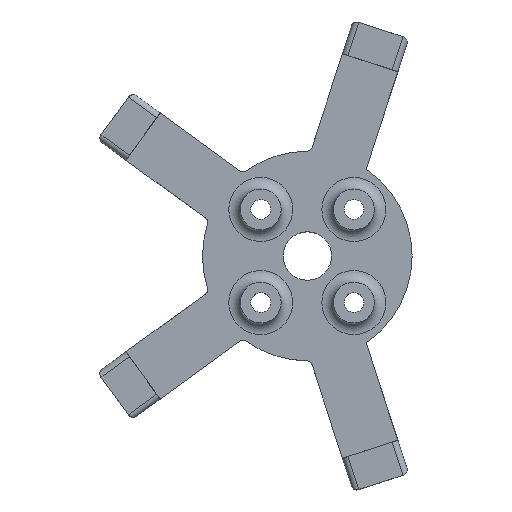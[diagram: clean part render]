
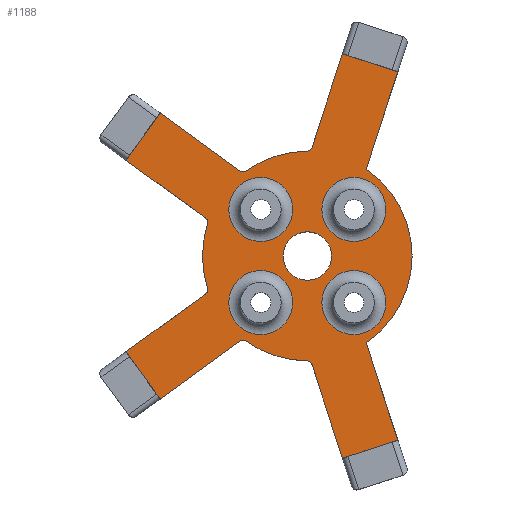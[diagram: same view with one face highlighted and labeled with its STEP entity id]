
A CAD part, top view. The second image highlights one B-rep face of the part: STEP entity #1188.
In plain terms, the highlighted planar face has unit normal (0, 0, 1).
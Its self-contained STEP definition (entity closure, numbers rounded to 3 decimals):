
#62=FACE_BOUND('',#379,.T.);
#63=FACE_BOUND('',#380,.T.);
#64=FACE_BOUND('',#381,.T.);
#65=FACE_BOUND('',#382,.T.);
#66=FACE_BOUND('',#383,.T.);
#84=LINE('',#1822,#183);
#85=LINE('',#1824,#184);
#86=LINE('',#1832,#185);
#87=LINE('',#1834,#186);
#88=LINE('',#1836,#187);
#89=LINE('',#1844,#188);
#90=LINE('',#1846,#189);
#91=LINE('',#1848,#190);
#92=LINE('',#1856,#191);
#93=LINE('',#1858,#192);
#94=LINE('',#1860,#193);
#95=LINE('',#1863,#194);
#183=VECTOR('',#1429,10.);
#184=VECTOR('',#1430,10.);
#185=VECTOR('',#1437,10.);
#186=VECTOR('',#1438,10.);
#187=VECTOR('',#1439,10.);
#188=VECTOR('',#1446,10.);
#189=VECTOR('',#1447,10.);
#190=VECTOR('',#1448,10.);
#191=VECTOR('',#1455,10.);
#192=VECTOR('',#1456,10.);
#193=VECTOR('',#1457,10.);
#194=VECTOR('',#1460,10.);
#282=PLANE('',#1274);
#309=FACE_OUTER_BOUND('',#378,.T.);
#378=EDGE_LOOP('',(#833,#834,#835,#836,#837,#838,#839,#840,#841,#842,#843,
#844,#845,#846,#847,#848,#849,#850,#851,#852,#853,#854));
#379=EDGE_LOOP('',(#855));
#380=EDGE_LOOP('',(#856));
#381=EDGE_LOOP('',(#857));
#382=EDGE_LOOP('',(#858));
#383=EDGE_LOOP('',(#859));
#470=CIRCLE('',#1273,5.5);
#471=CIRCLE('',#1275,1.);
#472=CIRCLE('',#1276,18.);
#473=CIRCLE('',#1277,1.);
#474=CIRCLE('',#1278,1.);
#475=CIRCLE('',#1279,18.);
#476=CIRCLE('',#1280,1.);
#477=CIRCLE('',#1281,1.);
#478=CIRCLE('',#1282,18.);
#479=CIRCLE('',#1283,1.);
#480=CIRCLE('',#1284,18.);
#481=CIRCLE('',#1285,5.5);
#482=CIRCLE('',#1286,5.5);
#483=CIRCLE('',#1287,4.16);
#484=CIRCLE('',#1288,5.5);
#539=VERTEX_POINT('',#1816);
#540=VERTEX_POINT('',#1820);
#541=VERTEX_POINT('',#1821);
#542=VERTEX_POINT('',#1823);
#543=VERTEX_POINT('',#1825);
#544=VERTEX_POINT('',#1827);
#545=VERTEX_POINT('',#1829);
#546=VERTEX_POINT('',#1831);
#547=VERTEX_POINT('',#1833);
#548=VERTEX_POINT('',#1835);
#549=VERTEX_POINT('',#1837);
#550=VERTEX_POINT('',#1839);
#551=VERTEX_POINT('',#1841);
#552=VERTEX_POINT('',#1843);
#553=VERTEX_POINT('',#1845);
#554=VERTEX_POINT('',#1847);
#555=VERTEX_POINT('',#1849);
#556=VERTEX_POINT('',#1851);
#557=VERTEX_POINT('',#1853);
#558=VERTEX_POINT('',#1855);
#559=VERTEX_POINT('',#1857);
#560=VERTEX_POINT('',#1859);
#561=VERTEX_POINT('',#1861);
#562=VERTEX_POINT('',#1864);
#563=VERTEX_POINT('',#1866);
#564=VERTEX_POINT('',#1868);
#565=VERTEX_POINT('',#1870);
#654=EDGE_CURVE('',#539,#539,#470,.T.);
#655=EDGE_CURVE('',#540,#541,#84,.T.);
#656=EDGE_CURVE('',#541,#542,#85,.T.);
#657=EDGE_CURVE('',#543,#542,#471,.T.);
#658=EDGE_CURVE('',#543,#544,#472,.T.);
#659=EDGE_CURVE('',#545,#544,#473,.T.);
#660=EDGE_CURVE('',#545,#546,#86,.T.);
#661=EDGE_CURVE('',#546,#547,#87,.T.);
#662=EDGE_CURVE('',#547,#548,#88,.T.);
#663=EDGE_CURVE('',#549,#548,#474,.T.);
#664=EDGE_CURVE('',#549,#550,#475,.T.);
#665=EDGE_CURVE('',#551,#550,#476,.T.);
#666=EDGE_CURVE('',#551,#552,#89,.T.);
#667=EDGE_CURVE('',#552,#553,#90,.T.);
#668=EDGE_CURVE('',#553,#554,#91,.T.);
#669=EDGE_CURVE('',#555,#554,#477,.T.);
#670=EDGE_CURVE('',#555,#556,#478,.T.);
#671=EDGE_CURVE('',#557,#556,#479,.T.);
#672=EDGE_CURVE('',#557,#558,#92,.T.);
#673=EDGE_CURVE('',#558,#559,#93,.T.);
#674=EDGE_CURVE('',#559,#560,#94,.T.);
#675=EDGE_CURVE('',#560,#561,#480,.T.);
#676=EDGE_CURVE('',#561,#540,#95,.T.);
#677=EDGE_CURVE('',#562,#562,#481,.T.);
#678=EDGE_CURVE('',#563,#563,#482,.T.);
#679=EDGE_CURVE('',#564,#564,#483,.T.);
#680=EDGE_CURVE('',#565,#565,#484,.T.);
#833=ORIENTED_EDGE('',*,*,#655,.T.);
#834=ORIENTED_EDGE('',*,*,#656,.T.);
#835=ORIENTED_EDGE('',*,*,#657,.F.);
#836=ORIENTED_EDGE('',*,*,#658,.T.);
#837=ORIENTED_EDGE('',*,*,#659,.F.);
#838=ORIENTED_EDGE('',*,*,#660,.T.);
#839=ORIENTED_EDGE('',*,*,#661,.T.);
#840=ORIENTED_EDGE('',*,*,#662,.T.);
#841=ORIENTED_EDGE('',*,*,#663,.F.);
#842=ORIENTED_EDGE('',*,*,#664,.T.);
#843=ORIENTED_EDGE('',*,*,#665,.F.);
#844=ORIENTED_EDGE('',*,*,#666,.T.);
#845=ORIENTED_EDGE('',*,*,#667,.T.);
#846=ORIENTED_EDGE('',*,*,#668,.T.);
#847=ORIENTED_EDGE('',*,*,#669,.F.);
#848=ORIENTED_EDGE('',*,*,#670,.T.);
#849=ORIENTED_EDGE('',*,*,#671,.F.);
#850=ORIENTED_EDGE('',*,*,#672,.T.);
#851=ORIENTED_EDGE('',*,*,#673,.T.);
#852=ORIENTED_EDGE('',*,*,#674,.T.);
#853=ORIENTED_EDGE('',*,*,#675,.T.);
#854=ORIENTED_EDGE('',*,*,#676,.T.);
#855=ORIENTED_EDGE('',*,*,#677,.F.);
#856=ORIENTED_EDGE('',*,*,#678,.F.);
#857=ORIENTED_EDGE('',*,*,#679,.T.);
#858=ORIENTED_EDGE('',*,*,#680,.F.);
#859=ORIENTED_EDGE('',*,*,#654,.F.);
#1188=ADVANCED_FACE('',(#309,#62,#63,#64,#65,#66),#282,.F.);
#1273=AXIS2_PLACEMENT_3D('',#1818,#1425,#1426);
#1274=AXIS2_PLACEMENT_3D('',#1819,#1427,#1428);
#1275=AXIS2_PLACEMENT_3D('',#1826,#1431,#1432);
#1276=AXIS2_PLACEMENT_3D('',#1828,#1433,#1434);
#1277=AXIS2_PLACEMENT_3D('',#1830,#1435,#1436);
#1278=AXIS2_PLACEMENT_3D('',#1838,#1440,#1441);
#1279=AXIS2_PLACEMENT_3D('',#1840,#1442,#1443);
#1280=AXIS2_PLACEMENT_3D('',#1842,#1444,#1445);
#1281=AXIS2_PLACEMENT_3D('',#1850,#1449,#1450);
#1282=AXIS2_PLACEMENT_3D('',#1852,#1451,#1452);
#1283=AXIS2_PLACEMENT_3D('',#1854,#1453,#1454);
#1284=AXIS2_PLACEMENT_3D('',#1862,#1458,#1459);
#1285=AXIS2_PLACEMENT_3D('',#1865,#1461,#1462);
#1286=AXIS2_PLACEMENT_3D('',#1867,#1463,#1464);
#1287=AXIS2_PLACEMENT_3D('',#1869,#1465,#1466);
#1288=AXIS2_PLACEMENT_3D('',#1871,#1467,#1468);
#1425=DIRECTION('center_axis',(0.,0.,1.));
#1426=DIRECTION('ref_axis',(-1.,0.,0.));
#1427=DIRECTION('center_axis',(0.,0.,-1.));
#1428=DIRECTION('ref_axis',(1.,0.,0.));
#1429=DIRECTION('',(-0.951,0.309,0.));
#1430=DIRECTION('',(-0.309,-0.951,0.));
#1431=DIRECTION('center_axis',(0.,0.,1.));
#1432=DIRECTION('ref_axis',(0.591,-0.807,0.));
#1433=DIRECTION('center_axis',(0.,0.,1.));
#1434=DIRECTION('ref_axis',(1.,0.,0.));
#1435=DIRECTION('center_axis',(0.,0.,1.));
#1436=DIRECTION('ref_axis',(-0.004,-1.,0.));
#1437=DIRECTION('',(-0.809,0.588,0.));
#1438=DIRECTION('',(-0.588,-0.809,0.));
#1439=DIRECTION('',(0.809,-0.588,0.));
#1440=DIRECTION('center_axis',(0.,0.,1.));
#1441=DIRECTION('ref_axis',(0.95,0.312,0.));
#1442=DIRECTION('center_axis',(0.,0.,1.));
#1443=DIRECTION('ref_axis',(1.,0.,0.));
#1444=DIRECTION('center_axis',(0.,0.,1.));
#1445=DIRECTION('ref_axis',(0.95,-0.312,0.));
#1446=DIRECTION('',(-0.809,-0.588,0.));
#1447=DIRECTION('',(0.588,-0.809,0.));
#1448=DIRECTION('',(0.809,0.588,0.));
#1449=DIRECTION('center_axis',(0.,0.,1.));
#1450=DIRECTION('ref_axis',(-0.004,1.,0.));
#1451=DIRECTION('center_axis',(0.,0.,1.));
#1452=DIRECTION('ref_axis',(1.,0.,0.));
#1453=DIRECTION('center_axis',(0.,0.,1.));
#1454=DIRECTION('ref_axis',(0.591,0.807,0.));
#1455=DIRECTION('',(0.309,-0.951,0.));
#1456=DIRECTION('',(0.951,0.309,0.));
#1457=DIRECTION('',(-0.309,0.951,0.));
#1458=DIRECTION('center_axis',(0.,0.,1.));
#1459=DIRECTION('ref_axis',(1.,0.,0.));
#1460=DIRECTION('',(0.309,0.951,0.));
#1461=DIRECTION('center_axis',(0.,0.,1.));
#1462=DIRECTION('ref_axis',(-1.,0.,0.));
#1463=DIRECTION('center_axis',(0.,0.,1.));
#1464=DIRECTION('ref_axis',(-1.,0.,0.));
#1465=DIRECTION('center_axis',(0.,0.,-1.));
#1466=DIRECTION('ref_axis',(1.,0.,0.));
#1467=DIRECTION('center_axis',(0.,0.,1.));
#1468=DIRECTION('ref_axis',(-1.,0.,0.));
#1816=CARTESIAN_POINT('',(13.5,-8.,-50.));
#1818=CARTESIAN_POINT('Origin',(8.,-8.,-50.));
#1819=CARTESIAN_POINT('Origin',(-9.014,0.,
-50.));
#1820=CARTESIAN_POINT('',(15.54,31.647,-50.));
#1821=CARTESIAN_POINT('',(6.029,34.737,-50.));
#1822=CARTESIAN_POINT('',(4.33,35.289,-50.));
#1823=CARTESIAN_POINT('',(0.816,18.691,-50.));
#1824=CARTESIAN_POINT('',(7.884,40.443,-50.));
#1825=CARTESIAN_POINT('',(-0.128,18.,-50.));
#1826=CARTESIAN_POINT('Origin',(-0.135,19.,-50.));
#1827=CARTESIAN_POINT('',(-10.476,14.637,-50.));
#1828=CARTESIAN_POINT('Origin',(0.,0.,
-50.));
#1829=CARTESIAN_POINT('',(-11.646,14.642,-50.));
#1830=CARTESIAN_POINT('Origin',(-11.058,15.451,-50.));
#1831=CARTESIAN_POINT('',(-25.296,24.559,-50.));
#1832=CARTESIAN_POINT('',(-30.15,28.086,-50.));
#1833=CARTESIAN_POINT('',(-31.174,16.469,-50.));
#1834=CARTESIAN_POINT('',(-31.261,16.348,-50.));
#1835=CARTESIAN_POINT('',(-17.524,6.551,-50.));
#1836=CARTESIAN_POINT('',(-36.028,19.995,-50.));
#1837=CARTESIAN_POINT('',(-17.158,5.44,-50.));
#1838=CARTESIAN_POINT('Origin',(-18.111,5.742,-50.));
#1839=CARTESIAN_POINT('',(-17.158,-5.44,-50.));
#1840=CARTESIAN_POINT('Origin',(0.,0.,
-50.));
#1841=CARTESIAN_POINT('',(-17.524,-6.551,-50.));
#1842=CARTESIAN_POINT('Origin',(-18.111,-5.742,-50.));
#1843=CARTESIAN_POINT('',(-31.174,-16.469,-50.));
#1844=CARTESIAN_POINT('',(-36.028,-19.995,-50.));
#1845=CARTESIAN_POINT('',(-25.296,-24.559,-50.));
#1846=CARTESIAN_POINT('',(-28.322,-20.393,-50.));
#1847=CARTESIAN_POINT('',(-11.646,-14.642,-50.));
#1848=CARTESIAN_POINT('',(-30.15,-28.086,-50.));
#1849=CARTESIAN_POINT('',(-10.476,-14.637,-50.));
#1850=CARTESIAN_POINT('Origin',(-11.058,-15.451,-50.));
#1851=CARTESIAN_POINT('',(-0.128,-18.,-50.));
#1852=CARTESIAN_POINT('Origin',(0.,0.,
-50.));
#1853=CARTESIAN_POINT('',(0.816,-18.691,-50.));
#1854=CARTESIAN_POINT('Origin',(-0.135,-19.,-50.));
#1855=CARTESIAN_POINT('',(6.029,-34.737,-50.));
#1856=CARTESIAN_POINT('',(7.884,-40.443,-50.));
#1857=CARTESIAN_POINT('',(15.54,-31.647,-50.));
#1858=CARTESIAN_POINT('',(9.086,-33.744,-50.));
#1859=CARTESIAN_POINT('',(10.099,-14.9,-50.));
#1860=CARTESIAN_POINT('',(17.394,-37.353,-50.));
#1861=CARTESIAN_POINT('',(10.099,14.9,-50.));
#1862=CARTESIAN_POINT('Origin',(0.,0.,
-50.));
#1863=CARTESIAN_POINT('',(17.394,37.353,-50.));
#1864=CARTESIAN_POINT('',(-2.5,-8.,-50.));
#1865=CARTESIAN_POINT('Origin',(-8.,-8.,-50.));
#1866=CARTESIAN_POINT('',(-2.5,8.,-50.));
#1867=CARTESIAN_POINT('Origin',(-8.,8.,-50.));
#1868=CARTESIAN_POINT('',(-4.16,0.,-50.));
#1869=CARTESIAN_POINT('Origin',(0.,0.,
-50.));
#1870=CARTESIAN_POINT('',(13.5,8.,-50.));
#1871=CARTESIAN_POINT('Origin',(8.,8.,-50.));
